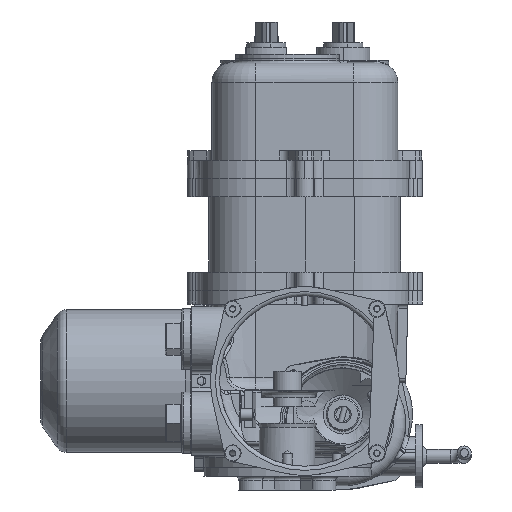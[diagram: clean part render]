
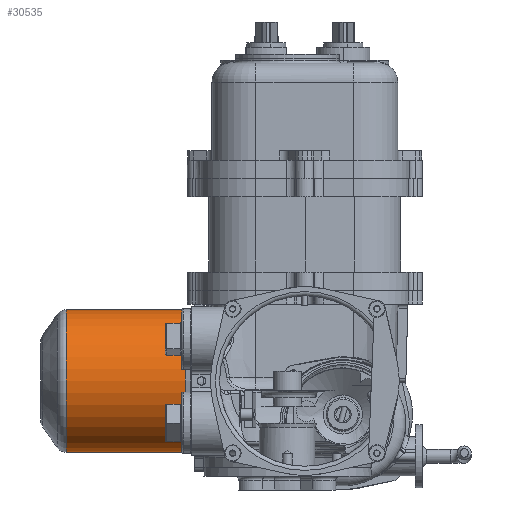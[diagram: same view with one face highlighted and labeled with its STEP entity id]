
A CAD part, left-side view. The second image highlights one B-rep face of the part: STEP entity #30535.
In plain terms, the highlighted cylindrical face has radius 51 mm (diameter 102 mm), a full revolution.
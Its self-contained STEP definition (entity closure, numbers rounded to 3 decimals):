
#1192=CYLINDRICAL_SURFACE('',#39195,51.);
#2200=CIRCLE('',#39193,51.);
#2202=CIRCLE('',#39196,51.);
#5724=ORIENTED_EDGE('',*,*,#13201,.T.);
#5725=ORIENTED_EDGE('',*,*,#13199,.F.);
#13199=EDGE_CURVE('',#17508,#17508,#2200,.T.);
#13201=EDGE_CURVE('',#17510,#17510,#2202,.T.);
#17508=VERTEX_POINT('',#55685);
#17510=VERTEX_POINT('',#55690);
#25649=EDGE_LOOP('',(#5724));
#25650=EDGE_LOOP('',(#5725));
#27777=FACE_BOUND('',#25649,.T.);
#27778=FACE_BOUND('',#25650,.T.);
#30535=ADVANCED_FACE('',(#27777,#27778),#1192,.T.);
#39193=AXIS2_PLACEMENT_3D('',#55684,#43890,#43891);
#39195=AXIS2_PLACEMENT_3D('',#55688,#43894,#43895);
#39196=AXIS2_PLACEMENT_3D('',#55689,#43896,#43897);
#43890=DIRECTION('',(0.,1.,0.));
#43891=DIRECTION('',(0.,0.,1.));
#43894=DIRECTION('',(0.,1.,0.));
#43895=DIRECTION('',(0.,0.,1.));
#43896=DIRECTION('',(0.,1.,0.));
#43897=DIRECTION('',(0.,0.,1.));
#55684=CARTESIAN_POINT('',(85.1,158.271,0.));
#55685=CARTESIAN_POINT('',(85.1,158.271,51.));
#55688=CARTESIAN_POINT('',(85.1,27.373,0.));
#55689=CARTESIAN_POINT('',(85.1,73.262,0.));
#55690=CARTESIAN_POINT('',(85.1,73.262,51.));
